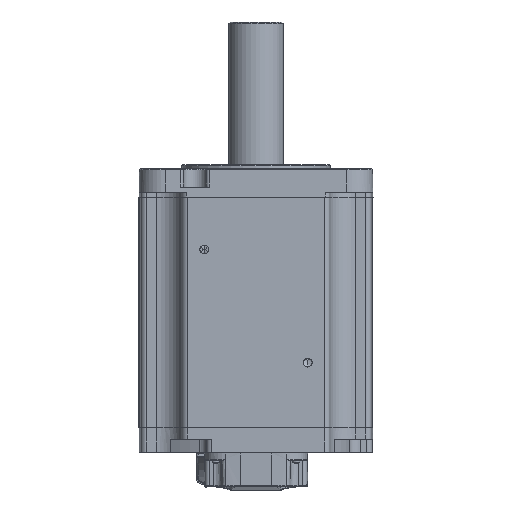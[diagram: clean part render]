
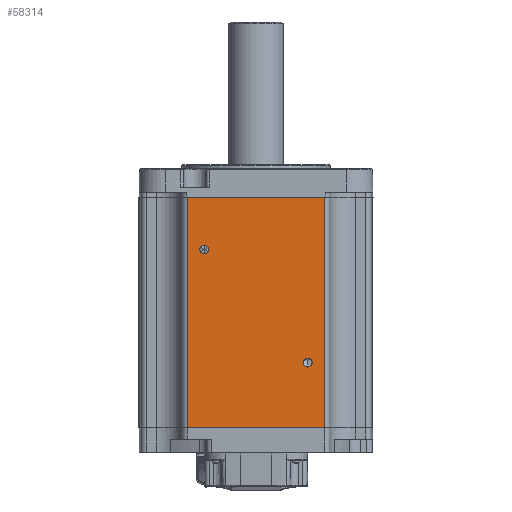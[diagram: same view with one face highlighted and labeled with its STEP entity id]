
A CAD part, front view. The second image highlights one B-rep face of the part: STEP entity #58314.
In plain terms, the highlighted planar face has unit normal (0, -1, 0).
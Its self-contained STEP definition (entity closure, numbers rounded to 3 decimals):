
#15 = DIRECTION ( 'NONE',  ( -1., 0., 0. ) ) ;
#252 = CARTESIAN_POINT ( 'NONE',  ( 52.75, -90., -84.5 ) ) ;
#1797 = VERTEX_POINT ( 'NONE', #58552 ) ;
#2570 = ORIENTED_EDGE ( 'NONE', *, *, #36333, .T. ) ;
#2729 = VERTEX_POINT ( 'NONE', #52227 ) ;
#3052 = ORIENTED_EDGE ( 'NONE', *, *, #36854, .T. ) ;
#4187 = EDGE_LOOP ( 'NONE', ( #2570, #19769, #27127, #3052 ) ) ;
#4432 = EDGE_LOOP ( 'NONE', ( #49178, #28543 ) ) ;
#5957 = VERTEX_POINT ( 'NONE', #38784 ) ;
#5960 = VECTOR ( 'NONE', #52429, 1000. ) ;
#6091 = CARTESIAN_POINT ( 'NONE',  ( -52.75, -90., 92.5 ) ) ;
#6253 = EDGE_CURVE ( 'NONE', #11296, #47006, #15097, .T. ) ;
#6776 = ORIENTED_EDGE ( 'NONE', *, *, #46854, .T. ) ;
#6979 = VERTEX_POINT ( 'NONE', #45225 ) ;
#8433 = DIRECTION ( 'NONE',  ( 0., 0., 1. ) ) ;
#8838 = CARTESIAN_POINT ( 'NONE',  ( -52.75, -90., -84.5 ) ) ;
#8951 = CARTESIAN_POINT ( 'NONE',  ( -52.75, -90., 92.5 ) ) ;
#9199 = CARTESIAN_POINT ( 'NONE',  ( -52.75, -90., 92.5 ) ) ;
#9443 = FACE_OUTER_BOUND ( 'NONE', #4187, .T. ) ;
#10480 = LINE ( 'NONE', #6091, #46985 ) ;
#11296 = VERTEX_POINT ( 'NONE', #28979 ) ;
#11985 = LINE ( 'NONE', #8838, #58528 ) ;
#13726 = CIRCLE ( 'NONE', #25305, 3.4 ) ;
#13727 = EDGE_CURVE ( 'NONE', #17637, #5957, #15266, .T. ) ;
#13854 = AXIS2_PLACEMENT_3D ( 'NONE', #9199, #45841, #15 ) ;
#14020 = PLANE ( 'NONE',  #13854 ) ;
#14805 = CARTESIAN_POINT ( 'NONE',  ( -52.75, -90., 92.5 ) ) ;
#15097 = LINE ( 'NONE', #18150, #52381 ) ;
#15266 = CIRCLE ( 'NONE', #26827, 3.4 ) ;
#16431 = DIRECTION ( 'NONE',  ( 0., 0., 1. ) ) ;
#17634 = CARTESIAN_POINT ( 'NONE',  ( 39.75, -90., -34.5 ) ) ;
#17637 = VERTEX_POINT ( 'NONE', #35432 ) ;
#18150 = CARTESIAN_POINT ( 'NONE',  ( 52.75, -90., 92.5 ) ) ;
#18675 = AXIS2_PLACEMENT_3D ( 'NONE', #17634, #53677, #8433 ) ;
#18895 = EDGE_CURVE ( 'NONE', #5957, #17637, #27521, .T. ) ;
#19769 = ORIENTED_EDGE ( 'NONE', *, *, #6253, .F. ) ;
#21600 = FACE_BOUND ( 'NONE', #31861, .T. ) ;
#21660 = DIRECTION ( 'NONE',  ( 0., 1., 0. ) ) ;
#22547 = DIRECTION ( 'NONE',  ( 0., 0., -1. ) ) ;
#24576 = LINE ( 'NONE', #14805, #5960 ) ;
#25305 = AXIS2_PLACEMENT_3D ( 'NONE', #49086, #21660, #53303 ) ;
#25472 = EDGE_CURVE ( 'NONE', #55590, #11296, #24576, .T. ) ;
#25924 = DIRECTION ( 'NONE',  ( 0., 1., 0. ) ) ;
#26093 = AXIS2_PLACEMENT_3D ( 'NONE', #30420, #53103, #16431 ) ;
#26827 = AXIS2_PLACEMENT_3D ( 'NONE', #30277, #25924, #39546 ) ;
#27127 = ORIENTED_EDGE ( 'NONE', *, *, #25472, .F. ) ;
#27521 = CIRCLE ( 'NONE', #18675, 3.4 ) ;
#28543 = ORIENTED_EDGE ( 'NONE', *, *, #18895, .T. ) ;
#28979 = CARTESIAN_POINT ( 'NONE',  ( 52.75, -90., 92.5 ) ) ;
#30277 = CARTESIAN_POINT ( 'NONE',  ( 39.75, -90., -34.5 ) ) ;
#30420 = CARTESIAN_POINT ( 'NONE',  ( -39.75, -90., 52.5 ) ) ;
#31861 = EDGE_LOOP ( 'NONE', ( #6776, #55303 ) ) ;
#35432 = CARTESIAN_POINT ( 'NONE',  ( 39.75, -90., -31.1 ) ) ;
#36333 = EDGE_CURVE ( 'NONE', #2729, #47006, #11985, .T. ) ;
#36854 = EDGE_CURVE ( 'NONE', #55590, #2729, #10480, .T. ) ;
#37545 = DIRECTION ( 'NONE',  ( 0., 0., -1. ) ) ;
#38784 = CARTESIAN_POINT ( 'NONE',  ( 39.75, -90., -37.9 ) ) ;
#39546 = DIRECTION ( 'NONE',  ( 0., 0., 1. ) ) ;
#42360 = CIRCLE ( 'NONE', #26093, 3.4 ) ;
#45225 = CARTESIAN_POINT ( 'NONE',  ( -39.75, -90., 49.1 ) ) ;
#45841 = DIRECTION ( 'NONE',  ( 0., 1., 0. ) ) ;
#46066 = DIRECTION ( 'NONE',  ( 1., 0., 0. ) ) ;
#46854 = EDGE_CURVE ( 'NONE', #1797, #6979, #42360, .T. ) ;
#46867 = EDGE_CURVE ( 'NONE', #6979, #1797, #13726, .T. ) ;
#46985 = VECTOR ( 'NONE', #37545, 1000. ) ;
#47006 = VERTEX_POINT ( 'NONE', #252 ) ;
#49086 = CARTESIAN_POINT ( 'NONE',  ( -39.75, -90., 52.5 ) ) ;
#49178 = ORIENTED_EDGE ( 'NONE', *, *, #13727, .T. ) ;
#52227 = CARTESIAN_POINT ( 'NONE',  ( -52.75, -90., -84.5 ) ) ;
#52381 = VECTOR ( 'NONE', #22547, 1000. ) ;
#52429 = DIRECTION ( 'NONE',  ( 1., 0., 0. ) ) ;
#53103 = DIRECTION ( 'NONE',  ( 0., 1., 0. ) ) ;
#53303 = DIRECTION ( 'NONE',  ( 0., 0., 1. ) ) ;
#53677 = DIRECTION ( 'NONE',  ( 0., 1., 0. ) ) ;
#53831 = FACE_BOUND ( 'NONE', #4432, .T. ) ;
#55303 = ORIENTED_EDGE ( 'NONE', *, *, #46867, .T. ) ;
#55590 = VERTEX_POINT ( 'NONE', #8951 ) ;
#58314 = ADVANCED_FACE ( 'NONE', ( #53831, #21600, #9443 ), #14020, .F. ) ;
#58528 = VECTOR ( 'NONE', #46066, 1000. ) ;
#58552 = CARTESIAN_POINT ( 'NONE',  ( -39.75, -90., 55.9 ) ) ;
